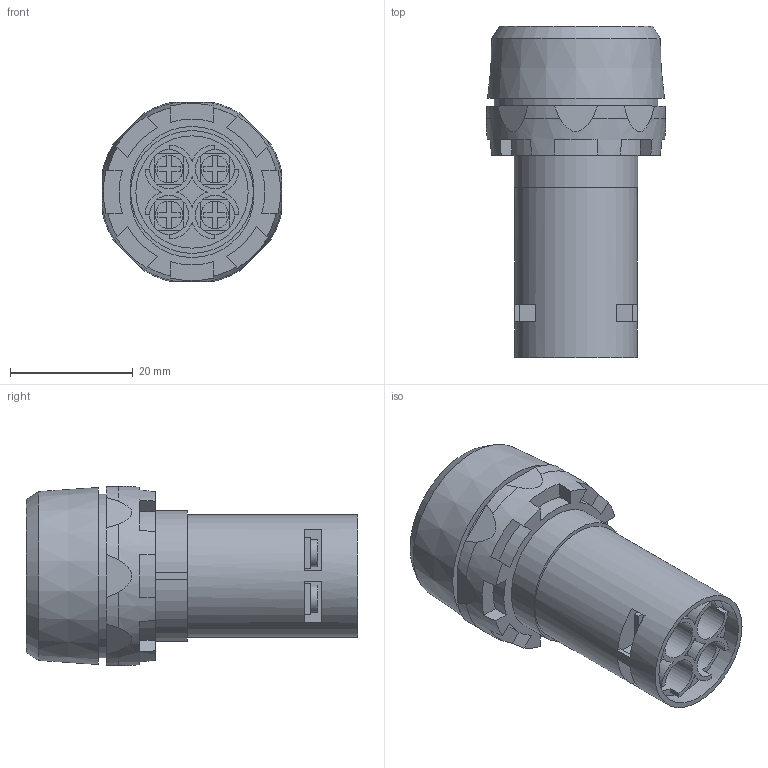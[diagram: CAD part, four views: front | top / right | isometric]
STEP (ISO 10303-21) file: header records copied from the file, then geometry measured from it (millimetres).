
FILE_DESCRIPTION (( 'STEP AP203' ), '1' );
FILE_NAME ('sw2c-md-r(g-b-y)(-24).ÃÌ Êíîïêà SW2C-10D ñ ïîäñâåòêîé êðàñíàÿ NO 24B EKF PROxima.STEP', '2025-07-09T10:53:38', ( '' ), ( '' ), 'SwSTEP 2.0', 'SolidWorks 2021', '' );
FILE_SCHEMA (( 'CONFIG_CONTROL_DESIGN' ));
Length unit declared in the file: millimetre
Products named in the file (1): sw2c-md-r(g-b-y)(-24).ÃÌ Êíîïêà SW2C-10D ñ ïîäñâåòêîé êðàñíàÿ NO 24B EKF PROxima
Bounding box: 29.17 x 54 x 29.17 mm (x, y, z)
Volume: 21549.9 mm3; surface area: 7299.2 mm2
Topology: 1 solids, 1 shells, 199 faces, 536 edges, 356 vertices
Faces by surface type: plane 152, cylinder 35, cone 11, sphere 1
Full cylindrical faces by diameter (mm): 4.5 x4, 6.364 x4, 18.3 x1, 20 x1, 23 x1, 23.8 x1, 26.65 x1
Entity records: 6377 total; most frequent: CARTESIAN_POINT 1342, ORIENTED_EDGE 1026, DIRECTION 1002, EDGE_CURVE 513, VERTEX_POINT 349, VECTOR 344, LINE 344, AXIS2_PLACEMENT_3D 329
